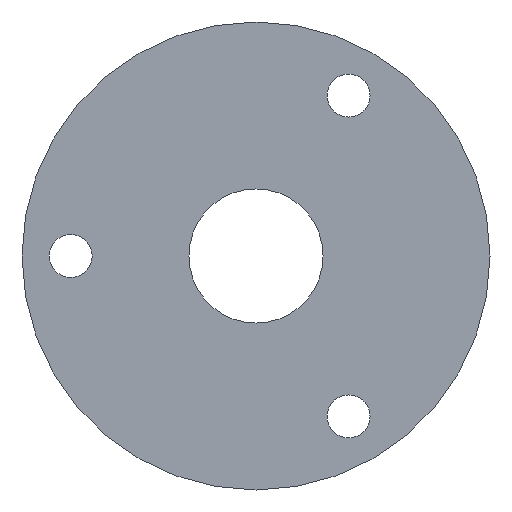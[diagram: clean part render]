
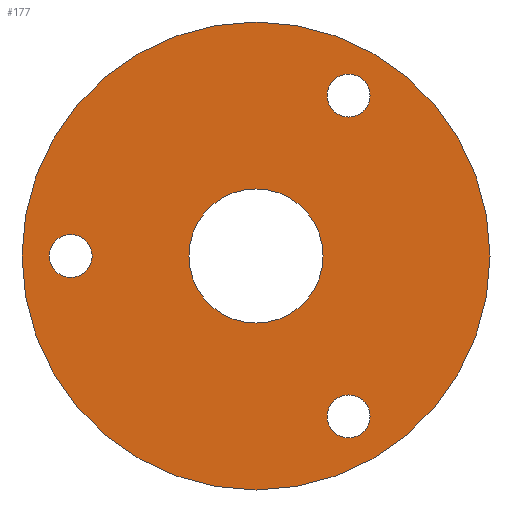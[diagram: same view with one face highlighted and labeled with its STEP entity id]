
A CAD part, front view. The second image highlights one B-rep face of the part: STEP entity #177.
In plain terms, the highlighted planar face has unit normal (0, -1, 0).
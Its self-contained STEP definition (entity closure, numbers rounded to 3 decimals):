
#20=FACE_BOUND('',#58,.T.);
#21=FACE_BOUND('',#59,.T.);
#22=FACE_BOUND('',#60,.T.);
#23=FACE_BOUND('',#61,.T.);
#26=PLANE('',#224);
#42=FACE_OUTER_BOUND('',#57,.T.);
#57=EDGE_LOOP('',(#162));
#58=EDGE_LOOP('',(#163));
#59=EDGE_LOOP('',(#164));
#60=EDGE_LOOP('',(#165));
#61=EDGE_LOOP('',(#166));
#81=CIRCLE('',#210,17.2);
#83=CIRCLE('',#213,5.5);
#85=CIRCLE('',#216,5.5);
#87=CIRCLE('',#219,5.5);
#89=CIRCLE('',#222,60.);
#95=VERTEX_POINT('',#299);
#97=VERTEX_POINT('',#305);
#99=VERTEX_POINT('',#311);
#101=VERTEX_POINT('',#317);
#103=VERTEX_POINT('',#323);
#112=EDGE_CURVE('',#95,#95,#81,.T.);
#115=EDGE_CURVE('',#97,#97,#83,.T.);
#118=EDGE_CURVE('',#99,#99,#85,.T.);
#121=EDGE_CURVE('',#101,#101,#87,.T.);
#124=EDGE_CURVE('',#103,#103,#89,.T.);
#162=ORIENTED_EDGE('',*,*,#124,.F.);
#163=ORIENTED_EDGE('',*,*,#112,.T.);
#164=ORIENTED_EDGE('',*,*,#121,.F.);
#165=ORIENTED_EDGE('',*,*,#118,.F.);
#166=ORIENTED_EDGE('',*,*,#115,.F.);
#177=ADVANCED_FACE('',(#42,#20,#21,#22,#23),#26,.F.);
#210=AXIS2_PLACEMENT_3D('',#301,#248,#249);
#213=AXIS2_PLACEMENT_3D('',#307,#255,#256);
#216=AXIS2_PLACEMENT_3D('',#313,#262,#263);
#219=AXIS2_PLACEMENT_3D('',#319,#269,#270);
#222=AXIS2_PLACEMENT_3D('',#325,#276,#277);
#224=AXIS2_PLACEMENT_3D('',#327,#280,#281);
#248=DIRECTION('center_axis',(0.,1.,0.));
#249=DIRECTION('ref_axis',(1.,0.,0.));
#255=DIRECTION('center_axis',(0.,-1.,0.));
#256=DIRECTION('ref_axis',(1.,0.,0.));
#262=DIRECTION('center_axis',(0.,-1.,0.));
#263=DIRECTION('ref_axis',(1.,0.,0.));
#269=DIRECTION('center_axis',(0.,-1.,0.));
#270=DIRECTION('ref_axis',(1.,0.,0.));
#276=DIRECTION('center_axis',(0.,1.,0.));
#277=DIRECTION('ref_axis',(-1.,0.,0.));
#280=DIRECTION('center_axis',(0.,1.,0.));
#281=DIRECTION('ref_axis',(0.,0.,1.));
#299=CARTESIAN_POINT('',(-17.2,0.,0.));
#301=CARTESIAN_POINT('Origin',(0.,0.,0.));
#305=CARTESIAN_POINT('',(-53.,0.,0.));
#307=CARTESIAN_POINT('Origin',(-47.5,0.,0.));
#311=CARTESIAN_POINT('',(18.25,0.,-41.136));
#313=CARTESIAN_POINT('Origin',(23.75,0.,-41.136));
#317=CARTESIAN_POINT('',(18.25,0.,41.136));
#319=CARTESIAN_POINT('Origin',(23.75,0.,41.136));
#323=CARTESIAN_POINT('',(60.,0.,0.));
#325=CARTESIAN_POINT('Origin',(0.,0.,0.));
#327=CARTESIAN_POINT('Origin',(0.,0.,0.));
